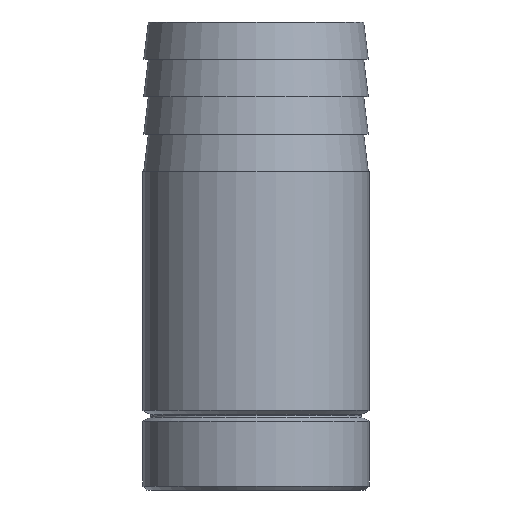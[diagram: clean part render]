
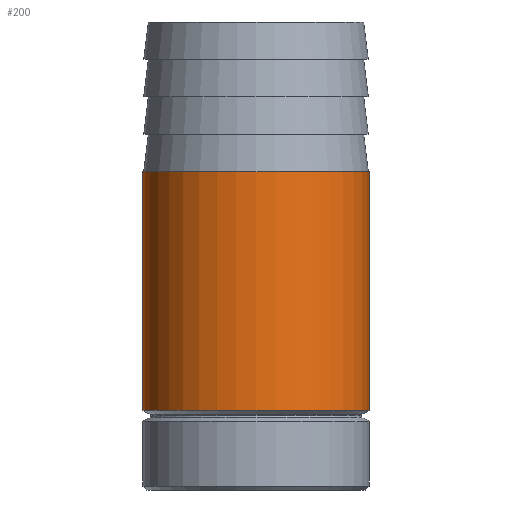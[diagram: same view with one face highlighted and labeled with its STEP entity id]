
A CAD part, front view. The second image highlights one B-rep face of the part: STEP entity #200.
In plain terms, the highlighted cylindrical face has radius 24.15 mm (diameter 48.3 mm), a partial arc.
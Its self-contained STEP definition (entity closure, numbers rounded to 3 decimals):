
#72 = ORIENTED_EDGE ( 'NONE', *, *, #199, .T. ) ;
#73 = ORIENTED_EDGE ( 'NONE', *, *, #74, .F. ) ;
#74 = EDGE_CURVE ( 'NONE', #77, #197, #426, .T. ) ;
#75 = ORIENTED_EDGE ( 'NONE', *, *, #76, .T. ) ;
#76 = EDGE_CURVE ( 'NONE', #284, #335, #418, .T. ) ;
#77 = VERTEX_POINT ( 'NONE', #413 ) ;
#83 = EDGE_CURVE ( 'NONE', #284, #77, #394, .T. ) ;
#85 = EDGE_LOOP ( 'NONE', ( #201, #75, #72, #73 ) ) ;
#197 = VERTEX_POINT ( 'NONE', #560 ) ;
#199 = EDGE_CURVE ( 'NONE', #335, #197, #615, .T. ) ;
#200 = ADVANCED_FACE ( 'NONE', ( #592 ), #591, .T. ) ;
#201 = ORIENTED_EDGE ( 'NONE', *, *, #83, .F. ) ;
#284 = VERTEX_POINT ( 'NONE', #773 ) ;
#335 = VERTEX_POINT ( 'NONE', #695 ) ;
#391 = DIRECTION ( 'NONE',  ( 0., 0., 1. ) ) ;
#392 = VECTOR ( 'NONE', #391, 1000. ) ;
#393 = CARTESIAN_POINT ( 'NONE',  ( -24.15, 0., 0. ) ) ;
#394 = LINE ( 'NONE', #393, #392 ) ;
#413 = CARTESIAN_POINT ( 'NONE',  ( -24.15, 0., -32. ) ) ;
#414 = DIRECTION ( 'NONE',  ( 1., 0., 0. ) ) ;
#415 = DIRECTION ( 'NONE',  ( 0., 0., 1. ) ) ;
#416 = CARTESIAN_POINT ( 'NONE',  ( 0., 0., -83. ) ) ;
#417 = AXIS2_PLACEMENT_3D ( 'NONE', #416, #415, #414 ) ;
#418 = CIRCLE ( 'NONE', #417, 24.15 ) ;
#419 = DIRECTION ( 'NONE',  ( 1., 0., 0. ) ) ;
#420 = DIRECTION ( 'NONE',  ( 0., 0., 1. ) ) ;
#421 = CARTESIAN_POINT ( 'NONE',  ( 0., 0., -32. ) ) ;
#422 = AXIS2_PLACEMENT_3D ( 'NONE', #421, #420, #419 ) ;
#426 = CIRCLE ( 'NONE', #422, 24.15 ) ;
#560 = CARTESIAN_POINT ( 'NONE',  ( 24.15, 0., -32. ) ) ;
#574 = DIRECTION ( 'NONE',  ( 1., 0., 0. ) ) ;
#575 = DIRECTION ( 'NONE',  ( 0., 0., 1. ) ) ;
#589 = CARTESIAN_POINT ( 'NONE',  ( 0., 0., 0. ) ) ;
#590 = AXIS2_PLACEMENT_3D ( 'NONE', #589, #575, #574 ) ;
#591 = CYLINDRICAL_SURFACE ( 'NONE', #590, 24.15 ) ;
#592 = FACE_OUTER_BOUND ( 'NONE', #85, .T. ) ;
#608 = DIRECTION ( 'NONE',  ( 0., 0., 1. ) ) ;
#609 = VECTOR ( 'NONE', #608, 1000. ) ;
#610 = CARTESIAN_POINT ( 'NONE',  ( 24.15, 0., 0. ) ) ;
#615 = LINE ( 'NONE', #610, #609 ) ;
#695 = CARTESIAN_POINT ( 'NONE',  ( 24.15, 0., -83. ) ) ;
#773 = CARTESIAN_POINT ( 'NONE',  ( -24.15, 0., -83. ) ) ;
